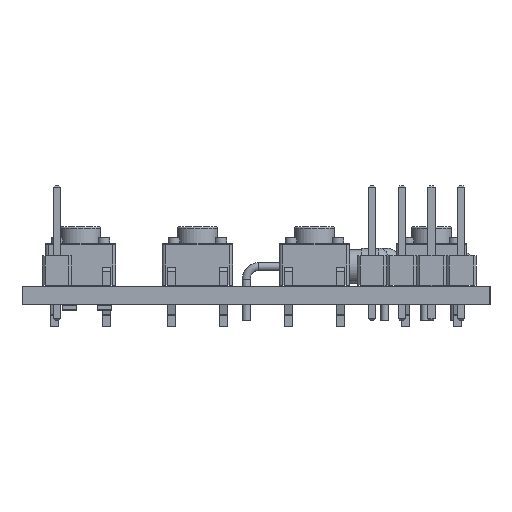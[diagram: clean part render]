
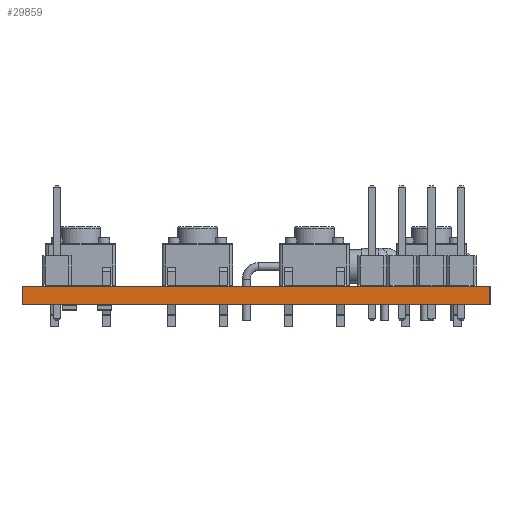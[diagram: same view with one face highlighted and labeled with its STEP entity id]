
A CAD part, left-side view. The second image highlights one B-rep face of the part: STEP entity #29859.
In plain terms, the highlighted planar face has unit normal (-1, 0, 0).
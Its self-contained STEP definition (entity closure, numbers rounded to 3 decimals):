
#29678 = PLANE('',#29679);
#29679 = AXIS2_PLACEMENT_3D('',#29680,#29681,#29682);
#29680 = CARTESIAN_POINT('',(163.29,-60.619,0.));
#29681 = DIRECTION('',(0.,-1.,0.));
#29682 = DIRECTION('',(-1.,0.,0.));
#29703 = VERTEX_POINT('',#29704);
#29704 = CARTESIAN_POINT('',(33.29,-60.619,1.58));
#29718 = PLANE('',#29719);
#29719 = AXIS2_PLACEMENT_3D('',#29720,#29721,#29722);
#29720 = CARTESIAN_POINT('',(98.29,-40.619,1.58));
#29721 = DIRECTION('',(-0.,-0.,-1.));
#29722 = DIRECTION('',(-1.,0.,0.));
#29730 = EDGE_CURVE('',#29731,#29703,#29733,.T.);
#29731 = VERTEX_POINT('',#29732);
#29732 = CARTESIAN_POINT('',(33.29,-60.619,0.));
#29733 = SURFACE_CURVE('',#29734,(#29738,#29745),.PCURVE_S1.);
#29734 = LINE('',#29735,#29736);
#29735 = CARTESIAN_POINT('',(33.29,-60.619,0.));
#29736 = VECTOR('',#29737,1.);
#29737 = DIRECTION('',(0.,0.,1.));
#29738 = PCURVE('',#29678,#29739);
#29739 = DEFINITIONAL_REPRESENTATION('',(#29740),#29744);
#29740 = LINE('',#29741,#29742);
#29741 = CARTESIAN_POINT('',(130.,0.));
#29742 = VECTOR('',#29743,1.);
#29743 = DIRECTION('',(0.,-1.));
#29744 = ( GEOMETRIC_REPRESENTATION_CONTEXT(2) 
PARAMETRIC_REPRESENTATION_CONTEXT() REPRESENTATION_CONTEXT('2D SPACE',''
  ) );
#29745 = PCURVE('',#29746,#29751);
#29746 = PLANE('',#29747);
#29747 = AXIS2_PLACEMENT_3D('',#29748,#29749,#29750);
#29748 = CARTESIAN_POINT('',(33.29,-60.619,0.));
#29749 = DIRECTION('',(-1.,0.,0.));
#29750 = DIRECTION('',(0.,1.,0.));
#29751 = DEFINITIONAL_REPRESENTATION('',(#29752),#29756);
#29752 = LINE('',#29753,#29754);
#29753 = CARTESIAN_POINT('',(0.,0.));
#29754 = VECTOR('',#29755,1.);
#29755 = DIRECTION('',(0.,-1.));
#29756 = ( GEOMETRIC_REPRESENTATION_CONTEXT(2) 
PARAMETRIC_REPRESENTATION_CONTEXT() REPRESENTATION_CONTEXT('2D SPACE',''
  ) );
#29772 = PLANE('',#29773);
#29773 = AXIS2_PLACEMENT_3D('',#29774,#29775,#29776);
#29774 = CARTESIAN_POINT('',(98.29,-40.619,0.));
#29775 = DIRECTION('',(-0.,-0.,-1.));
#29776 = DIRECTION('',(-1.,0.,0.));
#29805 = PLANE('',#29806);
#29806 = AXIS2_PLACEMENT_3D('',#29807,#29808,#29809);
#29807 = CARTESIAN_POINT('',(33.29,-20.619,0.));
#29808 = DIRECTION('',(0.,1.,0.));
#29809 = DIRECTION('',(1.,0.,0.));
#29859 = ADVANCED_FACE('',(#29860),#29746,.T.);
#29860 = FACE_BOUND('',#29861,.T.);
#29861 = EDGE_LOOP('',(#29862,#29863,#29886,#29909));
#29862 = ORIENTED_EDGE('',*,*,#29730,.T.);
#29863 = ORIENTED_EDGE('',*,*,#29864,.T.);
#29864 = EDGE_CURVE('',#29703,#29865,#29867,.T.);
#29865 = VERTEX_POINT('',#29866);
#29866 = CARTESIAN_POINT('',(33.29,-20.619,1.58));
#29867 = SURFACE_CURVE('',#29868,(#29872,#29879),.PCURVE_S1.);
#29868 = LINE('',#29869,#29870);
#29869 = CARTESIAN_POINT('',(33.29,-60.619,1.58));
#29870 = VECTOR('',#29871,1.);
#29871 = DIRECTION('',(0.,1.,0.));
#29872 = PCURVE('',#29746,#29873);
#29873 = DEFINITIONAL_REPRESENTATION('',(#29874),#29878);
#29874 = LINE('',#29875,#29876);
#29875 = CARTESIAN_POINT('',(0.,-1.58));
#29876 = VECTOR('',#29877,1.);
#29877 = DIRECTION('',(1.,0.));
#29878 = ( GEOMETRIC_REPRESENTATION_CONTEXT(2) 
PARAMETRIC_REPRESENTATION_CONTEXT() REPRESENTATION_CONTEXT('2D SPACE',''
  ) );
#29879 = PCURVE('',#29718,#29880);
#29880 = DEFINITIONAL_REPRESENTATION('',(#29881),#29885);
#29881 = LINE('',#29882,#29883);
#29882 = CARTESIAN_POINT('',(65.,-20.));
#29883 = VECTOR('',#29884,1.);
#29884 = DIRECTION('',(0.,1.));
#29885 = ( GEOMETRIC_REPRESENTATION_CONTEXT(2) 
PARAMETRIC_REPRESENTATION_CONTEXT() REPRESENTATION_CONTEXT('2D SPACE',''
  ) );
#29886 = ORIENTED_EDGE('',*,*,#29887,.F.);
#29887 = EDGE_CURVE('',#29888,#29865,#29890,.T.);
#29888 = VERTEX_POINT('',#29889);
#29889 = CARTESIAN_POINT('',(33.29,-20.619,0.));
#29890 = SURFACE_CURVE('',#29891,(#29895,#29902),.PCURVE_S1.);
#29891 = LINE('',#29892,#29893);
#29892 = CARTESIAN_POINT('',(33.29,-20.619,0.));
#29893 = VECTOR('',#29894,1.);
#29894 = DIRECTION('',(0.,0.,1.));
#29895 = PCURVE('',#29746,#29896);
#29896 = DEFINITIONAL_REPRESENTATION('',(#29897),#29901);
#29897 = LINE('',#29898,#29899);
#29898 = CARTESIAN_POINT('',(40.,0.));
#29899 = VECTOR('',#29900,1.);
#29900 = DIRECTION('',(0.,-1.));
#29901 = ( GEOMETRIC_REPRESENTATION_CONTEXT(2) 
PARAMETRIC_REPRESENTATION_CONTEXT() REPRESENTATION_CONTEXT('2D SPACE',''
  ) );
#29902 = PCURVE('',#29805,#29903);
#29903 = DEFINITIONAL_REPRESENTATION('',(#29904),#29908);
#29904 = LINE('',#29905,#29906);
#29905 = CARTESIAN_POINT('',(0.,0.));
#29906 = VECTOR('',#29907,1.);
#29907 = DIRECTION('',(0.,-1.));
#29908 = ( GEOMETRIC_REPRESENTATION_CONTEXT(2) 
PARAMETRIC_REPRESENTATION_CONTEXT() REPRESENTATION_CONTEXT('2D SPACE',''
  ) );
#29909 = ORIENTED_EDGE('',*,*,#29910,.F.);
#29910 = EDGE_CURVE('',#29731,#29888,#29911,.T.);
#29911 = SURFACE_CURVE('',#29912,(#29916,#29923),.PCURVE_S1.);
#29912 = LINE('',#29913,#29914);
#29913 = CARTESIAN_POINT('',(33.29,-60.619,0.));
#29914 = VECTOR('',#29915,1.);
#29915 = DIRECTION('',(0.,1.,0.));
#29916 = PCURVE('',#29746,#29917);
#29917 = DEFINITIONAL_REPRESENTATION('',(#29918),#29922);
#29918 = LINE('',#29919,#29920);
#29919 = CARTESIAN_POINT('',(0.,0.));
#29920 = VECTOR('',#29921,1.);
#29921 = DIRECTION('',(1.,0.));
#29922 = ( GEOMETRIC_REPRESENTATION_CONTEXT(2) 
PARAMETRIC_REPRESENTATION_CONTEXT() REPRESENTATION_CONTEXT('2D SPACE',''
  ) );
#29923 = PCURVE('',#29772,#29924);
#29924 = DEFINITIONAL_REPRESENTATION('',(#29925),#29929);
#29925 = LINE('',#29926,#29927);
#29926 = CARTESIAN_POINT('',(65.,-20.));
#29927 = VECTOR('',#29928,1.);
#29928 = DIRECTION('',(0.,1.));
#29929 = ( GEOMETRIC_REPRESENTATION_CONTEXT(2) 
PARAMETRIC_REPRESENTATION_CONTEXT() REPRESENTATION_CONTEXT('2D SPACE',''
  ) );
